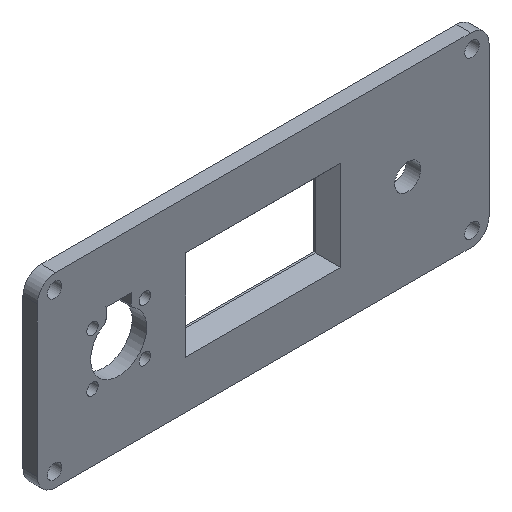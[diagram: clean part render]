
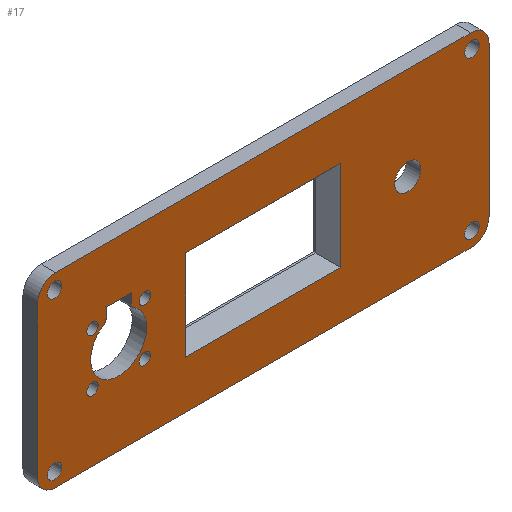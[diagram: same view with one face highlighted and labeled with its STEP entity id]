
A CAD part, isometric view. The second image highlights one B-rep face of the part: STEP entity #17.
In plain terms, the highlighted planar face has unit normal (0, -1, 0).
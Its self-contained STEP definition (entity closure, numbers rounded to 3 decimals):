
#17 = ADVANCED_FACE('',(#18,#71,#105,#175,#186,#197,#208,#219,#230,#241,
    #252,#263),#274,.F.);
#18 = FACE_BOUND('',#19,.F.);
#19 = EDGE_LOOP('',(#20,#31,#40,#48,#56,#64));
#20 = ORIENTED_EDGE('',*,*,#21,.T.);
#21 = EDGE_CURVE('',#22,#24,#26,.T.);
#22 = VERTEX_POINT('',#23);
#23 = CARTESIAN_POINT('',(-43.986,-4.,6.647));
#24 = VERTEX_POINT('',#25);
#25 = CARTESIAN_POINT('',(-36.014,-4.,6.647));
#26 = CIRCLE('',#27,7.75);
#27 = AXIS2_PLACEMENT_3D('',#28,#29,#30);
#28 = CARTESIAN_POINT('',(-40.,-4.,0.));
#29 = DIRECTION('',(0.,-1.,0.));
#30 = DIRECTION('',(1.,0.,0.));
#31 = ORIENTED_EDGE('',*,*,#32,.T.);
#32 = EDGE_CURVE('',#24,#33,#35,.T.);
#33 = VERTEX_POINT('',#34);
#34 = CARTESIAN_POINT('',(-36.5,-4.,7.504));
#35 = CIRCLE('',#36,1.);
#36 = AXIS2_PLACEMENT_3D('',#37,#38,#39);
#37 = CARTESIAN_POINT('',(-35.5,-4.,7.504));
#38 = DIRECTION('',(0.,1.,0.));
#39 = DIRECTION('',(0.,0.,-1.));
#40 = ORIENTED_EDGE('',*,*,#41,.F.);
#41 = EDGE_CURVE('',#42,#33,#44,.T.);
#42 = VERTEX_POINT('',#43);
#43 = CARTESIAN_POINT('',(-36.5,-4.,10.5));
#44 = LINE('',#45,#46);
#45 = CARTESIAN_POINT('',(-36.5,-4.,10.5));
#46 = VECTOR('',#47,1.);
#47 = DIRECTION('',(0.,0.,-1.));
#48 = ORIENTED_EDGE('',*,*,#49,.F.);
#49 = EDGE_CURVE('',#50,#42,#52,.T.);
#50 = VERTEX_POINT('',#51);
#51 = CARTESIAN_POINT('',(-43.5,-4.,10.5));
#52 = LINE('',#53,#54);
#53 = CARTESIAN_POINT('',(-43.5,-4.,10.5));
#54 = VECTOR('',#55,1.);
#55 = DIRECTION('',(1.,0.,0.));
#56 = ORIENTED_EDGE('',*,*,#57,.F.);
#57 = EDGE_CURVE('',#58,#50,#60,.T.);
#58 = VERTEX_POINT('',#59);
#59 = CARTESIAN_POINT('',(-43.5,-4.,7.504));
#60 = LINE('',#61,#62);
#61 = CARTESIAN_POINT('',(-43.5,-4.,6.915));
#62 = VECTOR('',#63,1.);
#63 = DIRECTION('',(0.,0.,1.));
#64 = ORIENTED_EDGE('',*,*,#65,.F.);
#65 = EDGE_CURVE('',#22,#58,#66,.T.);
#66 = CIRCLE('',#67,1.);
#67 = AXIS2_PLACEMENT_3D('',#68,#69,#70);
#68 = CARTESIAN_POINT('',(-44.5,-4.,7.504));
#69 = DIRECTION('',(0.,-1.,0.));
#70 = DIRECTION('',(0.,0.,-1.));
#71 = FACE_BOUND('',#72,.F.);
#72 = EDGE_LOOP('',(#73,#83,#91,#99));
#73 = ORIENTED_EDGE('',*,*,#74,.F.);
#74 = EDGE_CURVE('',#75,#77,#79,.T.);
#75 = VERTEX_POINT('',#76);
#76 = CARTESIAN_POINT('',(-21.5,-4.,-12.5));
#77 = VERTEX_POINT('',#78);
#78 = CARTESIAN_POINT('',(-21.5,-4.,12.5));
#79 = LINE('',#80,#81);
#80 = CARTESIAN_POINT('',(-21.5,-4.,-9.));
#81 = VECTOR('',#82,1.);
#82 = DIRECTION('',(0.,0.,1.));
#83 = ORIENTED_EDGE('',*,*,#84,.F.);
#84 = EDGE_CURVE('',#85,#75,#87,.T.);
#85 = VERTEX_POINT('',#86);
#86 = CARTESIAN_POINT('',(21.5,-4.,-12.5));
#87 = LINE('',#88,#89);
#88 = CARTESIAN_POINT('',(18.,-4.,-12.5));
#89 = VECTOR('',#90,1.);
#90 = DIRECTION('',(-1.,0.,0.));
#91 = ORIENTED_EDGE('',*,*,#92,.F.);
#92 = EDGE_CURVE('',#93,#85,#95,.T.);
#93 = VERTEX_POINT('',#94);
#94 = CARTESIAN_POINT('',(21.5,-4.,12.5));
#95 = LINE('',#96,#97);
#96 = CARTESIAN_POINT('',(21.5,-4.,9.));
#97 = VECTOR('',#98,1.);
#98 = DIRECTION('',(0.,0.,-1.));
#99 = ORIENTED_EDGE('',*,*,#100,.F.);
#100 = EDGE_CURVE('',#77,#93,#101,.T.);
#101 = LINE('',#102,#103);
#102 = CARTESIAN_POINT('',(-18.,-4.,12.5));
#103 = VECTOR('',#104,1.);
#104 = DIRECTION('',(1.,0.,0.));
#105 = FACE_BOUND('',#106,.F.);
#106 = EDGE_LOOP('',(#107,#118,#126,#135,#143,#152,#160,#169));
#107 = ORIENTED_EDGE('',*,*,#108,.F.);
#108 = EDGE_CURVE('',#109,#111,#113,.T.);
#109 = VERTEX_POINT('',#110);
#110 = CARTESIAN_POINT('',(-62.5,-4.,-20.75));
#111 = VERTEX_POINT('',#112);
#112 = CARTESIAN_POINT('',(-57.5,-4.,-25.75));
#113 = CIRCLE('',#114,5.);
#114 = AXIS2_PLACEMENT_3D('',#115,#116,#117);
#115 = CARTESIAN_POINT('',(-57.5,-4.,-20.75));
#116 = DIRECTION('',(0.,-1.,0.));
#117 = DIRECTION('',(1.,0.,0.));
#118 = ORIENTED_EDGE('',*,*,#119,.T.);
#119 = EDGE_CURVE('',#109,#120,#122,.T.);
#120 = VERTEX_POINT('',#121);
#121 = CARTESIAN_POINT('',(-62.5,-4.,20.75));
#122 = LINE('',#123,#124);
#123 = CARTESIAN_POINT('',(-62.5,-4.,-20.75));
#124 = VECTOR('',#125,1.);
#125 = DIRECTION('',(0.,0.,1.));
#126 = ORIENTED_EDGE('',*,*,#127,.F.);
#127 = EDGE_CURVE('',#128,#120,#130,.T.);
#128 = VERTEX_POINT('',#129);
#129 = CARTESIAN_POINT('',(-57.5,-4.,25.75));
#130 = CIRCLE('',#131,5.);
#131 = AXIS2_PLACEMENT_3D('',#132,#133,#134);
#132 = CARTESIAN_POINT('',(-57.5,-4.,20.75));
#133 = DIRECTION('',(0.,-1.,0.));
#134 = DIRECTION('',(1.,0.,0.));
#135 = ORIENTED_EDGE('',*,*,#136,.T.);
#136 = EDGE_CURVE('',#128,#137,#139,.T.);
#137 = VERTEX_POINT('',#138);
#138 = CARTESIAN_POINT('',(57.5,-4.,25.75));
#139 = LINE('',#140,#141);
#140 = CARTESIAN_POINT('',(-57.5,-4.,25.75));
#141 = VECTOR('',#142,1.);
#142 = DIRECTION('',(1.,0.,0.));
#143 = ORIENTED_EDGE('',*,*,#144,.F.);
#144 = EDGE_CURVE('',#145,#137,#147,.T.);
#145 = VERTEX_POINT('',#146);
#146 = CARTESIAN_POINT('',(62.5,-4.,20.75));
#147 = CIRCLE('',#148,5.);
#148 = AXIS2_PLACEMENT_3D('',#149,#150,#151);
#149 = CARTESIAN_POINT('',(57.5,-4.,20.75));
#150 = DIRECTION('',(0.,-1.,0.));
#151 = DIRECTION('',(1.,0.,0.));
#152 = ORIENTED_EDGE('',*,*,#153,.T.);
#153 = EDGE_CURVE('',#145,#154,#156,.T.);
#154 = VERTEX_POINT('',#155);
#155 = CARTESIAN_POINT('',(62.5,-4.,-20.75));
#156 = LINE('',#157,#158);
#157 = CARTESIAN_POINT('',(62.5,-4.,20.75));
#158 = VECTOR('',#159,1.);
#159 = DIRECTION('',(0.,0.,-1.));
#160 = ORIENTED_EDGE('',*,*,#161,.F.);
#161 = EDGE_CURVE('',#162,#154,#164,.T.);
#162 = VERTEX_POINT('',#163);
#163 = CARTESIAN_POINT('',(57.5,-4.,-25.75));
#164 = CIRCLE('',#165,5.);
#165 = AXIS2_PLACEMENT_3D('',#166,#167,#168);
#166 = CARTESIAN_POINT('',(57.5,-4.,-20.75));
#167 = DIRECTION('',(0.,-1.,0.));
#168 = DIRECTION('',(1.,0.,0.));
#169 = ORIENTED_EDGE('',*,*,#170,.T.);
#170 = EDGE_CURVE('',#162,#111,#171,.T.);
#171 = LINE('',#172,#173);
#172 = CARTESIAN_POINT('',(57.5,-4.,-25.75));
#173 = VECTOR('',#174,1.);
#174 = DIRECTION('',(-1.,0.,0.));
#175 = FACE_BOUND('',#176,.F.);
#176 = EDGE_LOOP('',(#177));
#177 = ORIENTED_EDGE('',*,*,#178,.T.);
#178 = EDGE_CURVE('',#179,#179,#181,.T.);
#179 = VERTEX_POINT('',#180);
#180 = CARTESIAN_POINT('',(-55.75,-4.,-21.75));
#181 = CIRCLE('',#182,2.);
#182 = AXIS2_PLACEMENT_3D('',#183,#184,#185);
#183 = CARTESIAN_POINT('',(-57.75,-4.,-21.75));
#184 = DIRECTION('',(0.,-1.,0.));
#185 = DIRECTION('',(1.,0.,0.));
#186 = FACE_BOUND('',#187,.F.);
#187 = EDGE_LOOP('',(#188));
#188 = ORIENTED_EDGE('',*,*,#189,.T.);
#189 = EDGE_CURVE('',#190,#190,#192,.T.);
#190 = VERTEX_POINT('',#191);
#191 = CARTESIAN_POINT('',(-45.65,-4.,-7.25));
#192 = CIRCLE('',#193,1.6);
#193 = AXIS2_PLACEMENT_3D('',#194,#195,#196);
#194 = CARTESIAN_POINT('',(-47.25,-4.,-7.25));
#195 = DIRECTION('',(0.,-1.,0.));
#196 = DIRECTION('',(1.,0.,0.));
#197 = FACE_BOUND('',#198,.F.);
#198 = EDGE_LOOP('',(#199));
#199 = ORIENTED_EDGE('',*,*,#200,.T.);
#200 = EDGE_CURVE('',#201,#201,#203,.T.);
#201 = VERTEX_POINT('',#202);
#202 = CARTESIAN_POINT('',(-31.15,-4.,-7.25));
#203 = CIRCLE('',#204,1.6);
#204 = AXIS2_PLACEMENT_3D('',#205,#206,#207);
#205 = CARTESIAN_POINT('',(-32.75,-4.,-7.25));
#206 = DIRECTION('',(0.,-1.,0.));
#207 = DIRECTION('',(1.,0.,0.));
#208 = FACE_BOUND('',#209,.F.);
#209 = EDGE_LOOP('',(#210));
#210 = ORIENTED_EDGE('',*,*,#211,.T.);
#211 = EDGE_CURVE('',#212,#212,#214,.T.);
#212 = VERTEX_POINT('',#213);
#213 = CARTESIAN_POINT('',(-45.65,-4.,7.25));
#214 = CIRCLE('',#215,1.6);
#215 = AXIS2_PLACEMENT_3D('',#216,#217,#218);
#216 = CARTESIAN_POINT('',(-47.25,-4.,7.25));
#217 = DIRECTION('',(0.,-1.,0.));
#218 = DIRECTION('',(1.,0.,0.));
#219 = FACE_BOUND('',#220,.F.);
#220 = EDGE_LOOP('',(#221));
#221 = ORIENTED_EDGE('',*,*,#222,.T.);
#222 = EDGE_CURVE('',#223,#223,#225,.T.);
#223 = VERTEX_POINT('',#224);
#224 = CARTESIAN_POINT('',(-31.15,-4.,7.25));
#225 = CIRCLE('',#226,1.6);
#226 = AXIS2_PLACEMENT_3D('',#227,#228,#229);
#227 = CARTESIAN_POINT('',(-32.75,-4.,7.25));
#228 = DIRECTION('',(0.,-1.,0.));
#229 = DIRECTION('',(1.,0.,0.));
#230 = FACE_BOUND('',#231,.F.);
#231 = EDGE_LOOP('',(#232));
#232 = ORIENTED_EDGE('',*,*,#233,.T.);
#233 = EDGE_CURVE('',#234,#234,#236,.T.);
#234 = VERTEX_POINT('',#235);
#235 = CARTESIAN_POINT('',(-55.75,-4.,21.75));
#236 = CIRCLE('',#237,2.);
#237 = AXIS2_PLACEMENT_3D('',#238,#239,#240);
#238 = CARTESIAN_POINT('',(-57.75,-4.,21.75));
#239 = DIRECTION('',(0.,-1.,0.));
#240 = DIRECTION('',(1.,0.,0.));
#241 = FACE_BOUND('',#242,.F.);
#242 = EDGE_LOOP('',(#243));
#243 = ORIENTED_EDGE('',*,*,#244,.T.);
#244 = EDGE_CURVE('',#245,#245,#247,.T.);
#245 = VERTEX_POINT('',#246);
#246 = CARTESIAN_POINT('',(59.75,-4.,-21.75));
#247 = CIRCLE('',#248,2.);
#248 = AXIS2_PLACEMENT_3D('',#249,#250,#251);
#249 = CARTESIAN_POINT('',(57.75,-4.,-21.75));
#250 = DIRECTION('',(0.,-1.,0.));
#251 = DIRECTION('',(1.,0.,0.));
#252 = FACE_BOUND('',#253,.F.);
#253 = EDGE_LOOP('',(#254));
#254 = ORIENTED_EDGE('',*,*,#255,.T.);
#255 = EDGE_CURVE('',#256,#256,#258,.T.);
#256 = VERTEX_POINT('',#257);
#257 = CARTESIAN_POINT('',(43.6,-4.,0.));
#258 = CIRCLE('',#259,3.6);
#259 = AXIS2_PLACEMENT_3D('',#260,#261,#262);
#260 = CARTESIAN_POINT('',(40.,-4.,0.));
#261 = DIRECTION('',(0.,-1.,0.));
#262 = DIRECTION('',(1.,0.,0.));
#263 = FACE_BOUND('',#264,.F.);
#264 = EDGE_LOOP('',(#265));
#265 = ORIENTED_EDGE('',*,*,#266,.T.);
#266 = EDGE_CURVE('',#267,#267,#269,.T.);
#267 = VERTEX_POINT('',#268);
#268 = CARTESIAN_POINT('',(59.75,-4.,21.75));
#269 = CIRCLE('',#270,2.);
#270 = AXIS2_PLACEMENT_3D('',#271,#272,#273);
#271 = CARTESIAN_POINT('',(57.75,-4.,21.75));
#272 = DIRECTION('',(0.,-1.,0.));
#273 = DIRECTION('',(1.,0.,0.));
#274 = PLANE('',#275);
#275 = AXIS2_PLACEMENT_3D('',#276,#277,#278);
#276 = CARTESIAN_POINT('',(-2.248,-4.,0.181));
#277 = DIRECTION('',(0.,1.,0.));
#278 = DIRECTION('',(0.,0.,1.));
